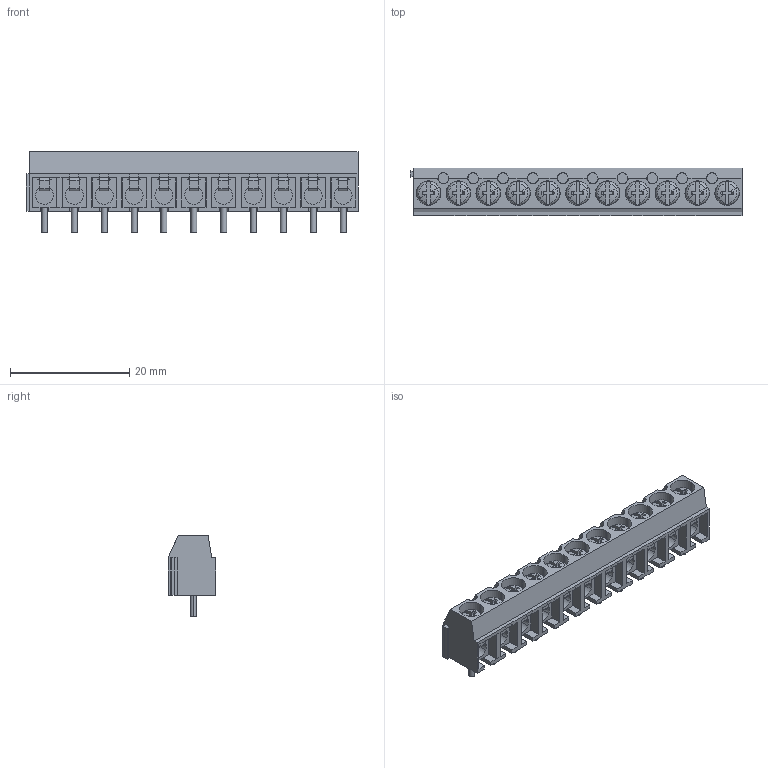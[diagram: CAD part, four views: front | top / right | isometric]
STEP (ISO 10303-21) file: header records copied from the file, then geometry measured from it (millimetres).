
FILE_DESCRIPTION(('CATIA V5 STEP Exchange','CAx-IF Rec.Pracs.--- Model Styling and Organization---1.4--- 2014-01-23'),'2;1');
FILE_NAME ('D1450001_1_1234730000_1234730000.stp','2022-05-05T13:13:43+00:00',('none'),('Weidmueller'),'CATIA Version 5-6 Release 2016 SP3 HF44','CATIA V5 STEP AP214','none');
FILE_SCHEMA(('AUTOMOTIVE_DESIGN { 1 0 10303 214 1 1 1 1 }'));
Length unit declared in the file: millimetre
Products named in the file (1): 1234730000
Bounding box: 55.6 x 8 x 13.5 mm (x, y, z)
Volume: 2431.3 mm3; surface area: 6191.2 mm2
Topology: 23 solids, 23 shells, 768 faces, 2194 edges, 1484 vertices
Faces by surface type: plane 466, cylinder 171, cone 65, revolution 44, torus 22
Entity records: 24111 total; most frequent: CARTESIAN_POINT 6189, ORIENTED_EDGE 4388, DIRECTION 2528, EDGE_CURVE 2194, VERTEX_POINT 1484, VECTOR 1327, LINE 1327, AXIS2_PLACEMENT_3D 849
